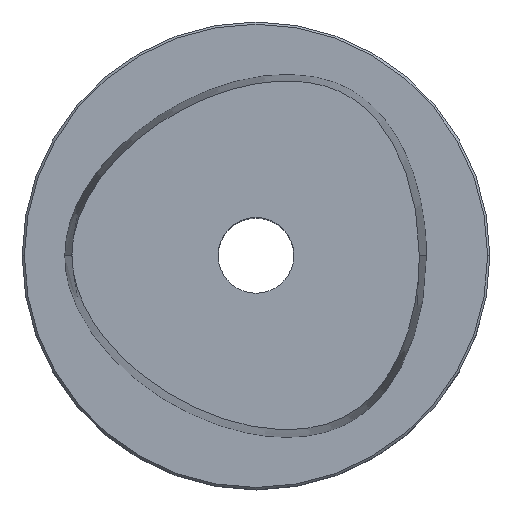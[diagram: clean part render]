
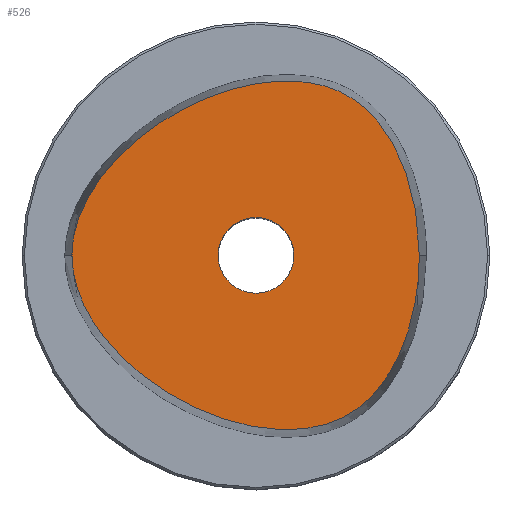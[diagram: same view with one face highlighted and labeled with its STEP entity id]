
A CAD part, top view. The second image highlights one B-rep face of the part: STEP entity #526.
In plain terms, the highlighted planar face has unit normal (0, 0, 1).
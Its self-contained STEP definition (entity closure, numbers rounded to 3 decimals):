
#48=CARTESIAN_POINT('',(-24.8,0.,38.));
#49=CARTESIAN_POINT('',(-24.8,-7.298,38.));
#50=CARTESIAN_POINT('',(-12.64,-21.893,38.));
#51=CARTESIAN_POINT('',(15.44,-26.743,38.));
#52=CARTESIAN_POINT('',(22.,-8.914,38.));
#53=CARTESIAN_POINT('',(22.,0.,38.));
#59=CARTESIAN_POINT('',(22.,0.,38.));
#60=CARTESIAN_POINT('',(22.,8.914,38.));
#61=CARTESIAN_POINT('',(15.44,26.743,38.));
#62=CARTESIAN_POINT('',(-12.64,21.893,38.));
#63=CARTESIAN_POINT('',(-24.8,7.298,38.));
#64=CARTESIAN_POINT('',(-24.8,0.,38.));
#69=CARTESIAN_POINT('',(0.,0.,38.));
#70=DIRECTION('',(0.,0.,-1.));
#71=DIRECTION('',(-1.,0.,0.));
#72=AXIS2_PLACEMENT_3D('',#69,#70,#71);
#77=CARTESIAN_POINT('',(0.,0.,38.));
#78=DIRECTION('',(0.,0.,-1.));
#79=DIRECTION('',(1.,0.,0.));
#80=AXIS2_PLACEMENT_3D('',#77,#78,#79);
#473=VERTEX_POINT('',#48);
#474=VERTEX_POINT('',#53);
#477=CARTESIAN_POINT('',(-5.1,0.,38.));
#478=CARTESIAN_POINT('',(5.1,0.,38.));
#479=VERTEX_POINT('',#477);
#480=VERTEX_POINT('',#478);
#509=CARTESIAN_POINT('',(0.,0.,38.));
#510=DIRECTION('',(0.,0.,-1.));
#511=DIRECTION('',(-1.,0.,0.));
#512=AXIS2_PLACEMENT_3D('',#509,#510,#511);
#513=PLANE('',#512);
#515=ORIENTED_EDGE('',*,*,#514,.F.);
#517=ORIENTED_EDGE('',*,*,#516,.F.);
#518=EDGE_LOOP('',(#515,#517));
#519=FACE_OUTER_BOUND('',#518,.F.);
#521=ORIENTED_EDGE('',*,*,#520,.F.);
#523=ORIENTED_EDGE('',*,*,#522,.F.);
#524=EDGE_LOOP('',(#521,#523));
#525=FACE_BOUND('',#524,.F.);
#54=B_SPLINE_CURVE_WITH_KNOTS('',3,(#48,#49,#50,#51,#52,#53),.UNSPECIFIED.,.F.,
.F.,(4,1,1,4),(0.,0.333,0.667,1.),.UNSPECIFIED.);
#65=B_SPLINE_CURVE_WITH_KNOTS('',3,(#59,#60,#61,#62,#63,#64),.UNSPECIFIED.,.F.,
.F.,(4,1,1,4),(0.,0.333,0.667,1.),.UNSPECIFIED.);
#73=CIRCLE('',#72,5.1);
#81=CIRCLE('',#80,5.1);
#514=EDGE_CURVE('',#473,#474,#54,.T.);
#516=EDGE_CURVE('',#474,#473,#65,.T.);
#520=EDGE_CURVE('',#479,#480,#73,.T.);
#522=EDGE_CURVE('',#480,#479,#81,.T.);
#526=ADVANCED_FACE('',(#519,#525),#513,.F.);
